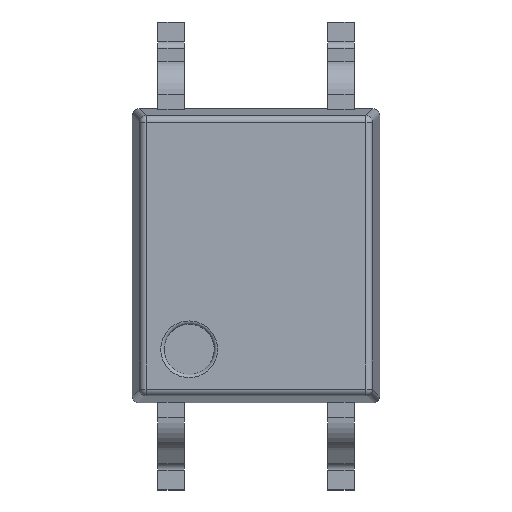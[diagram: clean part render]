
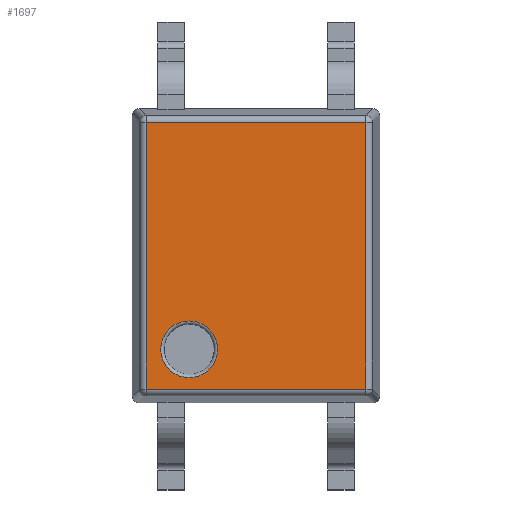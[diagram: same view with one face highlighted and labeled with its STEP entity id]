
A CAD part, top view. The second image highlights one B-rep face of the part: STEP entity #1697.
In plain terms, the highlighted planar face has unit normal (0, 0, 1).
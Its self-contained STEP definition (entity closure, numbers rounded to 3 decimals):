
#120=FACE_BOUND('',#606,.T.);
#121=LINE('',#2539,#289);
#122=LINE('',#2541,#290);
#123=LINE('',#2543,#291);
#124=LINE('',#2544,#292);
#289=VECTOR('',#2005,10.);
#290=VECTOR('',#2006,10.);
#291=VECTOR('',#2007,10.);
#292=VECTOR('',#2008,10.);
#457=PLANE('',#1814);
#505=FACE_OUTER_BOUND('',#605,.T.);
#605=EDGE_LOOP('',(#1197,#1198,#1199,#1200));
#606=EDGE_LOOP('',(#1201));
#705=CIRCLE('',#1811,0.425);
#788=VERTEX_POINT('',#2531);
#790=VERTEX_POINT('',#2537);
#791=VERTEX_POINT('',#2538);
#792=VERTEX_POINT('',#2540);
#793=VERTEX_POINT('',#2542);
#942=EDGE_CURVE('',#788,#788,#705,.T.);
#945=EDGE_CURVE('',#790,#791,#121,.T.);
#946=EDGE_CURVE('',#792,#790,#122,.T.);
#947=EDGE_CURVE('',#793,#792,#123,.T.);
#948=EDGE_CURVE('',#791,#793,#124,.T.);
#1197=ORIENTED_EDGE('',*,*,#945,.F.);
#1198=ORIENTED_EDGE('',*,*,#946,.F.);
#1199=ORIENTED_EDGE('',*,*,#947,.F.);
#1200=ORIENTED_EDGE('',*,*,#948,.F.);
#1201=ORIENTED_EDGE('',*,*,#942,.F.);
#1697=ADVANCED_FACE('',(#505,#120),#457,.T.);
#1811=AXIS2_PLACEMENT_3D('',#2532,#1997,#1998);
#1814=AXIS2_PLACEMENT_3D('',#2536,#2003,#2004);
#1997=DIRECTION('center_axis',(0.,0.,1.));
#1998=DIRECTION('ref_axis',(-1.,0.,0.));
#2003=DIRECTION('center_axis',(0.,0.,1.));
#2004=DIRECTION('ref_axis',(1.,0.,0.));
#2005=DIRECTION('',(1.,0.,0.));
#2006=DIRECTION('',(0.,1.,0.));
#2007=DIRECTION('',(-1.,0.,0.));
#2008=DIRECTION('',(0.,-1.,0.));
#2531=CARTESIAN_POINT('',(-0.575,-1.4,2.4));
#2532=CARTESIAN_POINT('Origin',(-1.,-1.4,2.4));
#2536=CARTESIAN_POINT('Origin',(0.,0.,2.4));
#2537=CARTESIAN_POINT('',(-1.644,1.994,2.4));
#2538=CARTESIAN_POINT('',(1.644,1.994,2.4));
#2539=CARTESIAN_POINT('',(-0.925,1.994,2.4));
#2540=CARTESIAN_POINT('',(-1.644,-1.994,2.4));
#2541=CARTESIAN_POINT('',(-1.644,-1.1,2.4));
#2542=CARTESIAN_POINT('',(1.644,-1.994,2.4));
#2543=CARTESIAN_POINT('',(0.925,-1.994,2.4));
#2544=CARTESIAN_POINT('',(1.644,1.1,2.4));
